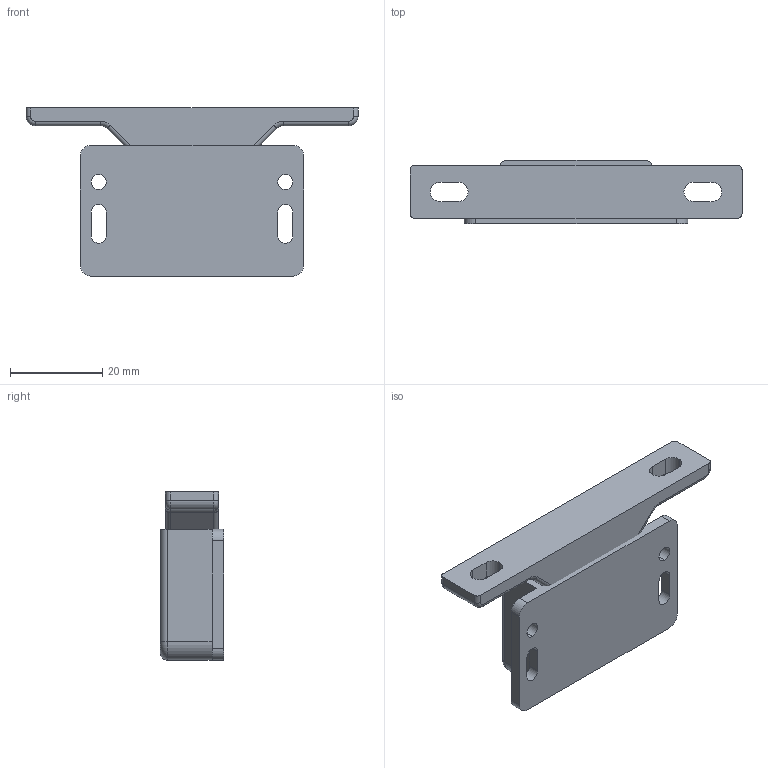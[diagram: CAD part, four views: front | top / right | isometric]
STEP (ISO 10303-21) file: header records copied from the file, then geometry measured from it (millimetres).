
FILE_DESCRIPTION (( 'STEP AP214' ), '1' );
FILE_NAME ('INGUN_15537.STEP', '2024-08-15T09:33:54', ( '' ), ( '' ), 'SwSTEP 2.0', 'SolidWorks 2021', '' );
FILE_SCHEMA (( 'AUTOMOTIVE_DESIGN' ));
Length unit declared in the file: millimetre
Products named in the file (3): 15537-2~0; 15537-1~0; INGUN_15537
Assembly tree (2 placements, depth 2):
  INGUN_15537
    15537-1~0
    15537-2~0
Bounding box: 72 x 13.7 x 36.5 mm (x, y, z)
Volume: 20577.5 mm3; surface area: 7787.4 mm2
Topology: 2 solids, 2 shells, 115 faces, 285 edges, 174 vertices
Faces by surface type: cylinder 58, plane 33, torus 24
Entity records: 3549 total; most frequent: DIRECTION 665, CARTESIAN_POINT 579, ORIENTED_EDGE 570, EDGE_CURVE 285, AXIS2_PLACEMENT_3D 260, VERTEX_POINT 174, LINE 145, VECTOR 145
